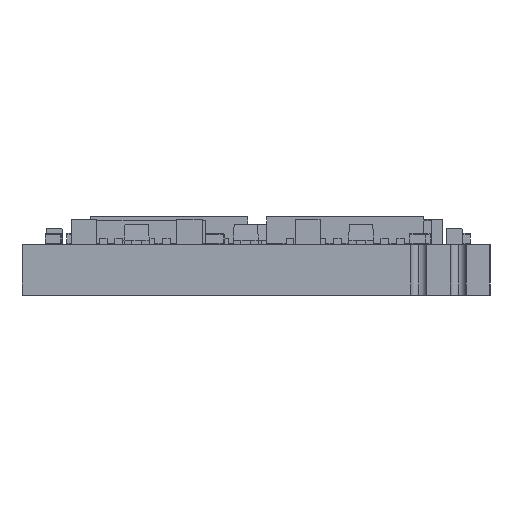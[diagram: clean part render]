
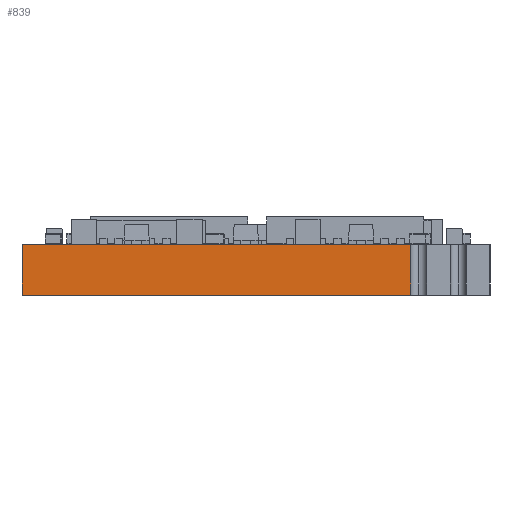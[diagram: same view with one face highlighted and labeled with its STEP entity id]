
A CAD part, left-side view. The second image highlights one B-rep face of the part: STEP entity #839.
In plain terms, the highlighted planar face has unit normal (-1, 0, 0).
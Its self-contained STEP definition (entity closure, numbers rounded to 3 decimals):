
#812 = EDGE_CURVE('',#813,#815,#817,.T.);
#813 = VERTEX_POINT('',#814);
#814 = CARTESIAN_POINT('',(125.,-75.,0.));
#815 = VERTEX_POINT('',#816);
#816 = CARTESIAN_POINT('',(125.,-75.,-1.6));
#817 = LINE('',#818,#819);
#818 = CARTESIAN_POINT('',(125.,-75.,0.));
#819 = VECTOR('',#820,1.);
#820 = DIRECTION('',(0.,0.,-1.));
#839 = ADVANCED_FACE('',(#840),#865,.F.);
#840 = FACE_BOUND('',#841,.F.);
#841 = EDGE_LOOP('',(#842,#852,#858,#859));
#842 = ORIENTED_EDGE('',*,*,#843,.T.);
#843 = EDGE_CURVE('',#844,#846,#848,.T.);
#844 = VERTEX_POINT('',#845);
#845 = CARTESIAN_POINT('',(125.,-87.3,0.));
#846 = VERTEX_POINT('',#847);
#847 = CARTESIAN_POINT('',(125.,-87.3,-1.6));
#848 = LINE('',#849,#850);
#849 = CARTESIAN_POINT('',(125.,-87.3,0.));
#850 = VECTOR('',#851,1.);
#851 = DIRECTION('',(0.,0.,-1.));
#852 = ORIENTED_EDGE('',*,*,#853,.T.);
#853 = EDGE_CURVE('',#846,#815,#854,.T.);
#854 = LINE('',#855,#856);
#855 = CARTESIAN_POINT('',(125.,-89.8,-1.6));
#856 = VECTOR('',#857,1.);
#857 = DIRECTION('',(0.,1.,0.));
#858 = ORIENTED_EDGE('',*,*,#812,.F.);
#859 = ORIENTED_EDGE('',*,*,#860,.F.);
#860 = EDGE_CURVE('',#844,#813,#861,.T.);
#861 = LINE('',#862,#863);
#862 = CARTESIAN_POINT('',(125.,-89.8,0.));
#863 = VECTOR('',#864,1.);
#864 = DIRECTION('',(0.,1.,0.));
#865 = PLANE('',#866);
#866 = AXIS2_PLACEMENT_3D('',#867,#868,#869);
#867 = CARTESIAN_POINT('',(125.,-87.3,0.));
#868 = DIRECTION('',(1.,-0.,0.));
#869 = DIRECTION('',(0.,1.,0.));
